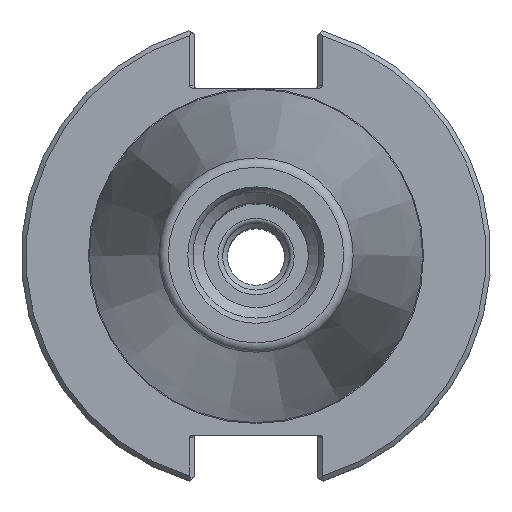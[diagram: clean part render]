
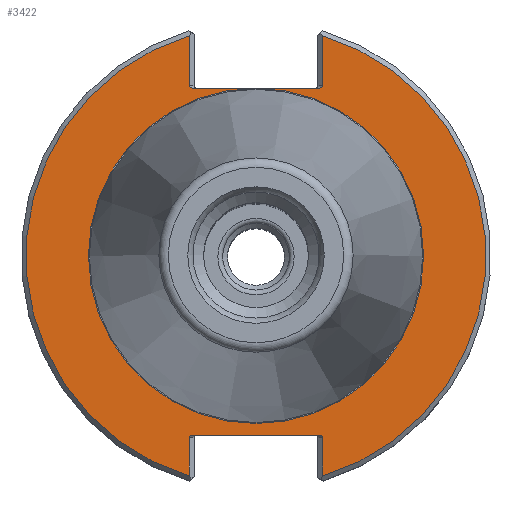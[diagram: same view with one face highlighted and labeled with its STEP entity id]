
A CAD part, top view. The second image highlights one B-rep face of the part: STEP entity #3422.
In plain terms, the highlighted planar face has unit normal (0, 0, 1).
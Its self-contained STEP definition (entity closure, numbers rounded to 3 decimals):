
#26=ELLIPSE('',#3624,0.707,0.5);
#27=ELLIPSE('',#3626,0.707,0.5);
#35=ELLIPSE('',#3654,0.707,0.5);
#36=ELLIPSE('',#3656,0.707,0.5);
#78=LINE('',#5115,#159);
#79=LINE('',#5124,#160);
#84=LINE('',#5143,#165);
#85=LINE('',#5152,#166);
#95=LINE('',#5186,#176);
#106=LINE('',#5233,#187);
#159=VECTOR('',#4074,1000.);
#160=VECTOR('',#4081,1000.);
#165=VECTOR('',#4096,1000.);
#166=VECTOR('',#4103,1000.);
#176=VECTOR('',#4129,1000.);
#187=VECTOR('',#4174,1000.);
#779=ORIENTED_EDGE('',*,*,#1149,.T.);
#780=ORIENTED_EDGE('',*,*,#1147,.T.);
#781=ORIENTED_EDGE('',*,*,#1143,.T.);
#782=ORIENTED_EDGE('',*,*,#1164,.F.);
#783=ORIENTED_EDGE('',*,*,#1141,.T.);
#784=ORIENTED_EDGE('',*,*,#1139,.T.);
#785=ORIENTED_EDGE('',*,*,#1137,.T.);
#786=ORIENTED_EDGE('',*,*,#1136,.T.);
#787=ORIENTED_EDGE('',*,*,#1183,.T.);
#788=ORIENTED_EDGE('',*,*,#1185,.F.);
#789=ORIENTED_EDGE('',*,*,#1186,.T.);
#790=ORIENTED_EDGE('',*,*,#1150,.T.);
#791=ORIENTED_EDGE('',*,*,#1133,.F.);
#1133=EDGE_CURVE('',#1389,#1389,#1542,.T.);
#1136=EDGE_CURVE('',#1390,#1391,#78,.T.);
#1137=EDGE_CURVE('',#1392,#1390,#1543,.T.);
#1139=EDGE_CURVE('',#1393,#1392,#79,.T.);
#1141=EDGE_CURVE('',#1394,#1393,#26,.F.);
#1143=EDGE_CURVE('',#1395,#1396,#27,.F.);
#1147=EDGE_CURVE('',#1397,#1395,#84,.T.);
#1149=EDGE_CURVE('',#1398,#1397,#1544,.T.);
#1150=EDGE_CURVE('',#1399,#1398,#85,.T.);
#1164=EDGE_CURVE('',#1394,#1396,#95,.T.);
#1183=EDGE_CURVE('',#1391,#1417,#35,.F.);
#1185=EDGE_CURVE('',#1418,#1417,#106,.T.);
#1186=EDGE_CURVE('',#1418,#1399,#36,.F.);
#1389=VERTEX_POINT('',#5106);
#1390=VERTEX_POINT('',#5112);
#1391=VERTEX_POINT('',#5114);
#1392=VERTEX_POINT('',#5118);
#1393=VERTEX_POINT('',#5125);
#1394=VERTEX_POINT('',#5129);
#1395=VERTEX_POINT('',#5133);
#1396=VERTEX_POINT('',#5134);
#1397=VERTEX_POINT('',#5142);
#1398=VERTEX_POINT('',#5149);
#1399=VERTEX_POINT('',#5153);
#1417=VERTEX_POINT('',#5230);
#1418=VERTEX_POINT('',#5234);
#1542=CIRCLE('',#3618,35.118);
#1543=CIRCLE('',#3621,48.21);
#1544=CIRCLE('',#3629,48.21);
#1734=EDGE_LOOP('',(#779,#780,#781,#782,#783,#784,#785,#786,#787,#788,#789,
#790));
#1735=EDGE_LOOP('',(#791));
#1994=FACE_BOUND('',#1734,.T.);
#1995=FACE_BOUND('',#1735,.T.);
#2161=PLANE('',#3655);
#3422=ADVANCED_FACE('',(#1994,#1995),#2161,.T.);
#3618=AXIS2_PLACEMENT_3D('',#5105,#4069,#4070);
#3621=AXIS2_PLACEMENT_3D('',#5117,#4077,#4078);
#3624=AXIS2_PLACEMENT_3D('',#5128,#4085,#4086);
#3626=AXIS2_PLACEMENT_3D('',#5132,#4090,#4091);
#3629=AXIS2_PLACEMENT_3D('',#5150,#4099,#4100);
#3654=AXIS2_PLACEMENT_3D('',#5229,#4169,#4170);
#3655=AXIS2_PLACEMENT_3D('',#5232,#4172,#4173);
#3656=AXIS2_PLACEMENT_3D('',#5235,#4175,#4176);
#4069=DIRECTION('',(0.,0.,1.));
#4070=DIRECTION('',(1.,0.,0.));
#4074=DIRECTION('',(0.,-1.,0.));
#4077=DIRECTION('',(0.,0.,1.));
#4078=DIRECTION('',(1.,0.,0.));
#4081=DIRECTION('',(0.,-1.,0.));
#4085=DIRECTION('',(0.,0.,1.));
#4086=DIRECTION('',(1.,0.,0.));
#4090=DIRECTION('',(0.,0.,1.));
#4091=DIRECTION('',(1.,0.,0.));
#4096=DIRECTION('',(0.,1.,0.));
#4099=DIRECTION('',(0.,0.,1.));
#4100=DIRECTION('',(1.,0.,0.));
#4103=DIRECTION('',(0.,1.,0.));
#4129=DIRECTION('',(-1.,0.,0.));
#4169=DIRECTION('',(0.,0.,1.));
#4170=DIRECTION('',(-1.,0.,0.));
#4172=DIRECTION('',(0.,0.,1.));
#4173=DIRECTION('',(1.,0.,0.));
#4174=DIRECTION('',(1.,0.,0.));
#4175=DIRECTION('',(0.,0.,1.));
#4176=DIRECTION('',(-1.,0.,0.));
#5105=CARTESIAN_POINT('',(0.,0.,-3.17));
#5106=CARTESIAN_POINT('',(35.118,0.,-3.17));
#5112=CARTESIAN_POINT('',(13.955,46.146,-3.17));
#5114=CARTESIAN_POINT('',(13.955,35.66,-3.17));
#5115=CARTESIAN_POINT('',(13.955,35.16,-3.17));
#5117=CARTESIAN_POINT('',(0.,0.,-3.17));
#5118=CARTESIAN_POINT('',(13.955,-46.146,-3.17));
#5124=CARTESIAN_POINT('',(13.955,-47.619,-3.17));
#5125=CARTESIAN_POINT('',(13.955,-38.07,-3.17));
#5128=CARTESIAN_POINT('',(13.248,-38.07,-3.17));
#5129=CARTESIAN_POINT('',(13.248,-37.57,-3.17));
#5132=CARTESIAN_POINT('',(-13.248,-38.07,-3.17));
#5133=CARTESIAN_POINT('',(-13.955,-38.07,-3.17));
#5134=CARTESIAN_POINT('',(-13.248,-37.57,-3.17));
#5142=CARTESIAN_POINT('',(-13.955,-46.146,-3.17));
#5143=CARTESIAN_POINT('',(-13.955,-37.57,-3.17));
#5149=CARTESIAN_POINT('',(-13.955,46.146,-3.17));
#5150=CARTESIAN_POINT('',(0.,0.,-3.17));
#5152=CARTESIAN_POINT('',(-13.955,47.619,-3.17));
#5153=CARTESIAN_POINT('',(-13.955,35.66,-3.17));
#5186=CARTESIAN_POINT('',(12.955,-37.57,-3.17));
#5229=CARTESIAN_POINT('',(13.248,35.66,-3.17));
#5230=CARTESIAN_POINT('',(13.248,35.16,-3.17));
#5232=CARTESIAN_POINT('',(35.118,0.,-3.17));
#5233=CARTESIAN_POINT('',(-12.955,35.16,-3.17));
#5234=CARTESIAN_POINT('',(-13.248,35.16,-3.17));
#5235=CARTESIAN_POINT('',(-13.248,35.66,-3.17));
